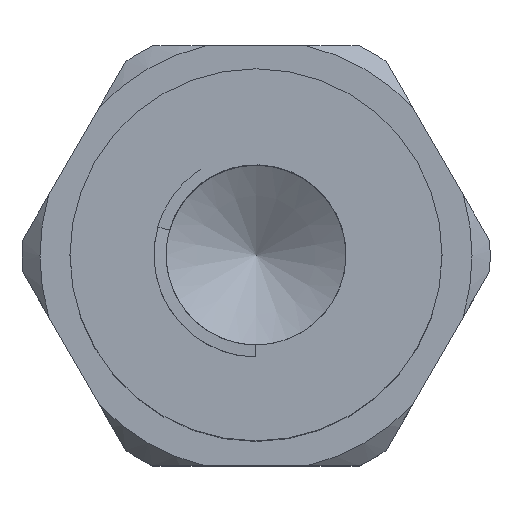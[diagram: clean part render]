
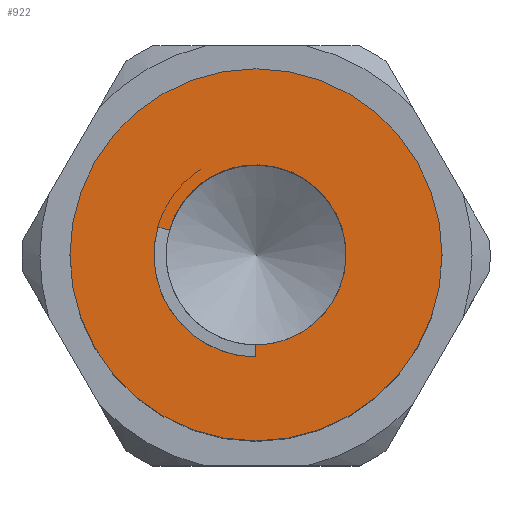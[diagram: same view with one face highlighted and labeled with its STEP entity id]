
A CAD part, top view. The second image highlights one B-rep face of the part: STEP entity #922.
In plain terms, the highlighted planar face has unit normal (0, 0, 1).
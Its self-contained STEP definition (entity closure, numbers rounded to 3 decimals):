
#57=FACE_BOUND($,#350,.T.);
#58=FACE_BOUND($,#351,.T.);
#84=LINE($,#3751,#116);
#116=VECTOR($,#1054,1.);
#164=CIRCLE($,#934,8.5);
#166=CIRCLE($,#939,7.5);
#208=CIRCLE($,#1026,15.5);
#225=PLANE($,#1027);
#350=EDGE_LOOP($,(#811,#812,#813,#814));
#351=EDGE_LOOP($,(#815));
#365=B_SPLINE_CURVE_WITH_KNOTS($,3,(#3083,#3084,#3085,#3086,#3087,#3088),
 .UNSPECIFIED.,.F.,.F.,(4,2,4),(0.,0.05,0.1),
 .UNSPECIFIED.);
#380=VERTEX_POINT($,#3081);
#381=VERTEX_POINT($,#3082);
#384=VERTEX_POINT($,#3337);
#389=VERTEX_POINT($,#3750);
#454=VERTEX_POINT($,#4004);
#470=EDGE_CURVE($,#380,#381,#365,.T.);
#474=EDGE_CURVE($,#384,#380,#164,.T.);
#481=EDGE_CURVE($,#389,#384,#84,.T.);
#485=EDGE_CURVE($,#381,#389,#166,.T.);
#575=EDGE_CURVE($,#454,#454,#208,.T.);
#811=ORIENTED_EDGE($,*,*,#470,.T.);
#812=ORIENTED_EDGE($,*,*,#485,.T.);
#813=ORIENTED_EDGE($,*,*,#481,.T.);
#814=ORIENTED_EDGE($,*,*,#474,.T.);
#815=ORIENTED_EDGE($,*,*,#575,.F.);
#922=ADVANCED_FACE($,(#57,#58),#225,.F.);
#934=AXIS2_PLACEMENT_3D($,#3338,#1046,#1047);
#939=AXIS2_PLACEMENT_3D($,#3757,#1063,#1064);
#1026=AXIS2_PLACEMENT_3D($,#4005,#1261,#1262);
#1027=AXIS2_PLACEMENT_3D($,#4006,#1263,#1264);
#1046=DIRECTION('center_axis',(0.,0.,-1.));
#1047=DIRECTION('ref_axis',(0.,-1.,0.));
#1054=DIRECTION($,(0.,-1.,0.));
#1063=DIRECTION('center_axis',(0.,0.,-1.));
#1064=DIRECTION('ref_axis',(1.,0.,0.));
#1261=DIRECTION('center_axis',(0.,0.,-1.));
#1262=DIRECTION('ref_axis',(-1.,0.,0.));
#1263=DIRECTION('center_axis',(0.,0.,-1.));
#1264=DIRECTION('ref_axis',(-1.,0.,0.));
#3081=CARTESIAN_POINT('',(-8.176,2.326,0.));
#3082=CARTESIAN_POINT('',(-7.214,2.052,0.));
#3083=CARTESIAN_POINT('Ctrl Pts',(-8.176,2.326,0.));
#3084=CARTESIAN_POINT('Ctrl Pts',(-8.015,2.281,0.));
#3085=CARTESIAN_POINT('Ctrl Pts',(-7.855,2.235,0.));
#3086=CARTESIAN_POINT('Ctrl Pts',(-7.534,2.144,0.));
#3087=CARTESIAN_POINT('Ctrl Pts',(-7.374,2.098,0.));
#3088=CARTESIAN_POINT('Ctrl Pts',(-7.214,2.052,0.));
#3337=CARTESIAN_POINT('',(0.,-8.5,0.));
#3338=CARTESIAN_POINT('Origin',(0.,0.,0.));
#3750=CARTESIAN_POINT('',(0.,-7.5,0.));
#3751=CARTESIAN_POINT($,(0.,-4.,0.));
#3757=CARTESIAN_POINT('Origin',(0.,0.,0.));
#4004=CARTESIAN_POINT('',(15.5,0.,0.));
#4005=CARTESIAN_POINT('Origin',(0.,0.,0.));
#4006=CARTESIAN_POINT('Origin',(0.,0.,0.));
